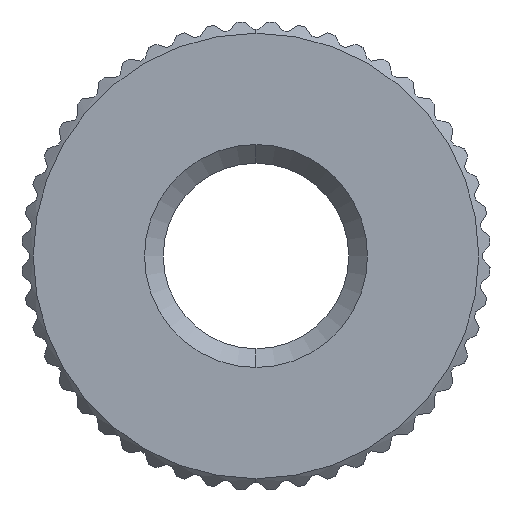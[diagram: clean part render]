
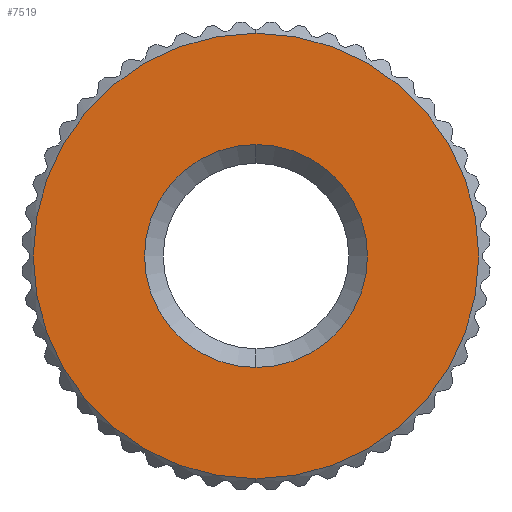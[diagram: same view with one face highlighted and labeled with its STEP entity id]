
A CAD part, left-side view. The second image highlights one B-rep face of the part: STEP entity #7519.
In plain terms, the highlighted planar face has unit normal (-1, 0, 0).
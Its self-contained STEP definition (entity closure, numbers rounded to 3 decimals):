
#425 = DIRECTION ( 'NONE',  ( 1., 0., 0. ) ) ;
#644 = EDGE_CURVE ( 'NONE', #4628, #2036, #6713, .T. ) ;
#678 = AXIS2_PLACEMENT_3D ( 'NONE', #6943, #1840, #1985 ) ;
#1155 = AXIS2_PLACEMENT_3D ( 'NONE', #8599, #8637, #3596 ) ;
#1314 = AXIS2_PLACEMENT_3D ( 'NONE', #7910, #425, #10408 ) ;
#1476 = FACE_BOUND ( 'NONE', #3403, .T. ) ;
#1778 = VERTEX_POINT ( 'NONE', #9809 ) ;
#1840 = DIRECTION ( 'NONE',  ( 1., 0., 0. ) ) ;
#1985 = DIRECTION ( 'NONE',  ( 0., 0., -1. ) ) ;
#2036 = VERTEX_POINT ( 'NONE', #3690 ) ;
#2194 = ORIENTED_EDGE ( 'NONE', *, *, #3702, .T. ) ;
#2752 = EDGE_LOOP ( 'NONE', ( #2973, #6485 ) ) ;
#2782 = DIRECTION ( 'NONE',  ( 0., 0., -1. ) ) ;
#2910 = AXIS2_PLACEMENT_3D ( 'NONE', #7796, #6201, #6132 ) ;
#2973 = ORIENTED_EDGE ( 'NONE', *, *, #644, .F. ) ;
#3099 = CARTESIAN_POINT ( 'NONE',  ( 0., 0., 2.975 ) ) ;
#3403 = EDGE_LOOP ( 'NONE', ( #2194, #8619 ) ) ;
#3538 = CARTESIAN_POINT ( 'NONE',  ( 0., 0., 0. ) ) ;
#3596 = DIRECTION ( 'NONE',  ( 0., 0., -1. ) ) ;
#3605 = CIRCLE ( 'NONE', #678, 2.975 ) ;
#3690 = CARTESIAN_POINT ( 'NONE',  ( 0., 0., 5.943 ) ) ;
#3702 = EDGE_CURVE ( 'NONE', #10644, #1778, #3605, .T. ) ;
#4628 = VERTEX_POINT ( 'NONE', #6067 ) ;
#6030 = CIRCLE ( 'NONE', #2910, 2.975 ) ;
#6067 = CARTESIAN_POINT ( 'NONE',  ( 0., 0., -5.943 ) ) ;
#6132 = DIRECTION ( 'NONE',  ( 0., 0., -1. ) ) ;
#6201 = DIRECTION ( 'NONE',  ( 1., 0., 0. ) ) ;
#6476 = CIRCLE ( 'NONE', #8431, 5.943 ) ;
#6485 = ORIENTED_EDGE ( 'NONE', *, *, #10170, .F. ) ;
#6713 = CIRCLE ( 'NONE', #1155, 5.943 ) ;
#6901 = DIRECTION ( 'NONE',  ( 1., 0., 0. ) ) ;
#6943 = CARTESIAN_POINT ( 'NONE',  ( 0., 0., 0. ) ) ;
#7468 = FACE_OUTER_BOUND ( 'NONE', #2752, .T. ) ;
#7519 = ADVANCED_FACE ( 'NONE', ( #1476, #7468 ), #9437, .F. ) ;
#7796 = CARTESIAN_POINT ( 'NONE',  ( 0., 0., 0. ) ) ;
#7910 = CARTESIAN_POINT ( 'NONE',  ( 0., 0., 0. ) ) ;
#8431 = AXIS2_PLACEMENT_3D ( 'NONE', #3538, #6901, #2782 ) ;
#8512 = EDGE_CURVE ( 'NONE', #1778, #10644, #6030, .T. ) ;
#8599 = CARTESIAN_POINT ( 'NONE',  ( 0., 0., 0. ) ) ;
#8619 = ORIENTED_EDGE ( 'NONE', *, *, #8512, .T. ) ;
#8637 = DIRECTION ( 'NONE',  ( 1., 0., 0. ) ) ;
#9437 = PLANE ( 'NONE',  #1314 ) ;
#9809 = CARTESIAN_POINT ( 'NONE',  ( 0., 0., -2.975 ) ) ;
#10170 = EDGE_CURVE ( 'NONE', #2036, #4628, #6476, .T. ) ;
#10408 = DIRECTION ( 'NONE',  ( 0., 0., -1. ) ) ;
#10644 = VERTEX_POINT ( 'NONE', #3099 ) ;
